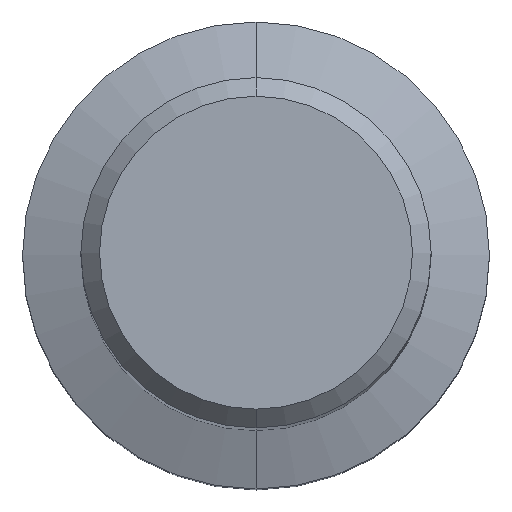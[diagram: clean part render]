
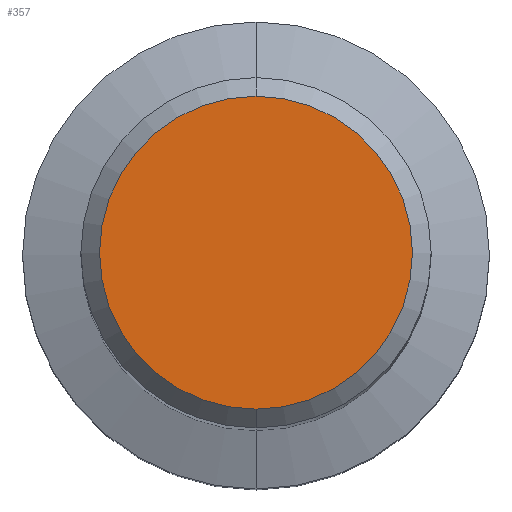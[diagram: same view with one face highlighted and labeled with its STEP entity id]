
A CAD part, top view. The second image highlights one B-rep face of the part: STEP entity #357.
In plain terms, the highlighted planar face has unit normal (0, 0, 1).
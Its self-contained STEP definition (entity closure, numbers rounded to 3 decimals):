
#273=EDGE_CURVE('',#303,#401,#638,.T.);
#303=VERTEX_POINT('',#669);
#351=EDGE_CURVE('',#401,#303,#723,.T.);
#357=ADVANCED_FACE('',(#729),#730,.T.);
#401=VERTEX_POINT('',#781);
#638=CIRCLE('',#1125,6.7);
#669=CARTESIAN_POINT('',(0.0,6.7,0.0));
#723=CIRCLE('',#1308,6.7);
#729=FACE_OUTER_BOUND('',#1314,.T.);
#730=PLANE('',#1315);
#781=CARTESIAN_POINT('',(0.,-6.7,0.0));
#1125=AXIS2_PLACEMENT_3D('',#1808,#1809,#1810);
#1308=AXIS2_PLACEMENT_3D('',#1905,#1906,#1907);
#1314=EDGE_LOOP('',(#1909,#1910));
#1315=AXIS2_PLACEMENT_3D('',#1911,#1912,#1913);
#1808=CARTESIAN_POINT('',(0.0,0.0,0.0));
#1809=DIRECTION('',(0.0,0.0,-1.0));
#1810=DIRECTION('',(0.0,1.0,0.0));
#1905=CARTESIAN_POINT('',(0.0,0.0,0.0));
#1906=DIRECTION('',(0.0,0.0,-1.0));
#1907=DIRECTION('',(0.0,1.0,0.0));
#1909=ORIENTED_EDGE('',*,*,#273,.F.);
#1910=ORIENTED_EDGE('',*,*,#351,.F.);
#1911=CARTESIAN_POINT('',(0.0,3.35,0.0));
#1912=DIRECTION('',(-0.0,0.0,1.0));
#1913=DIRECTION('',(0.0,-1.0,0.0));
